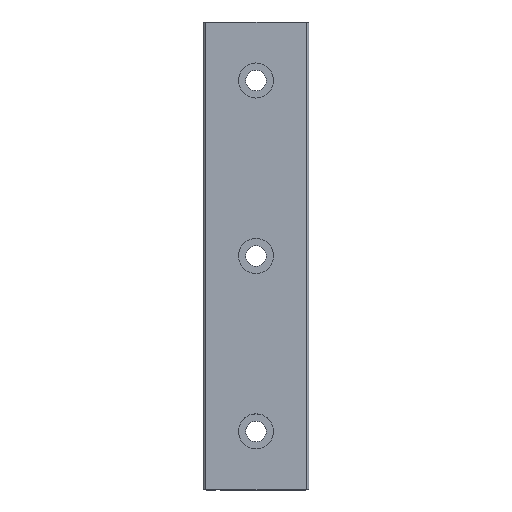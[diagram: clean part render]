
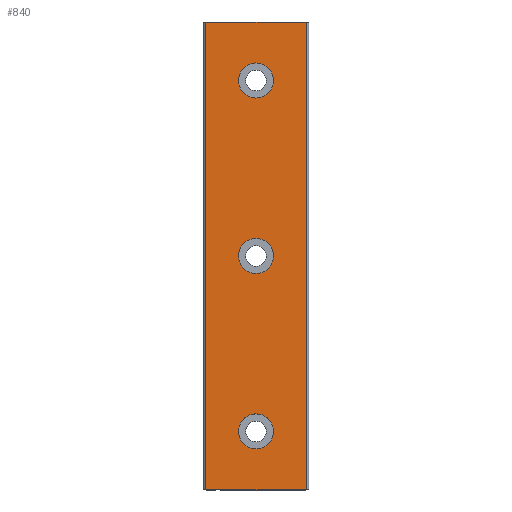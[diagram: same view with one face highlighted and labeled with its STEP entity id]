
A CAD part, top view. The second image highlights one B-rep face of the part: STEP entity #840.
In plain terms, the highlighted planar face has unit normal (0, 0, 1).
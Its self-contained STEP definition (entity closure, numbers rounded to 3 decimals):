
#9 = DIRECTION ( 'NONE',  ( 1., 0., 0. ) ) ;
#16 = PLANE ( 'NONE',  #239 ) ;
#17 = ORIENTED_EDGE ( 'NONE', *, *, #1228, .T. ) ;
#76 = VERTEX_POINT ( 'NONE', #579 ) ;
#87 = VERTEX_POINT ( 'NONE', #1316 ) ;
#92 = EDGE_CURVE ( 'NONE', #622, #750, #1107, .T. ) ;
#114 = ORIENTED_EDGE ( 'NONE', *, *, #1057, .T. ) ;
#149 = DIRECTION ( 'NONE',  ( 0., 0., -1. ) ) ;
#151 = DIRECTION ( 'NONE',  ( 1., 0., 0. ) ) ;
#161 = AXIS2_PLACEMENT_3D ( 'NONE', #865, #1279, #346 ) ;
#169 = EDGE_LOOP ( 'NONE', ( #842, #448 ) ) ;
#192 = CIRCLE ( 'NONE', #943, 3. ) ;
#215 = CIRCLE ( 'NONE', #1150, 3. ) ;
#227 = FACE_BOUND ( 'NONE', #727, .T. ) ;
#235 = LINE ( 'NONE', #347, #1210 ) ;
#239 = AXIS2_PLACEMENT_3D ( 'NONE', #1059, #416, #9 ) ;
#252 = DIRECTION ( 'NONE',  ( 0., 1., 0. ) ) ;
#296 = EDGE_CURVE ( 'NONE', #76, #750, #313, .T. ) ;
#313 = LINE ( 'NONE', #724, #815 ) ;
#324 = AXIS2_PLACEMENT_3D ( 'NONE', #558, #687, #478 ) ;
#332 = EDGE_CURVE ( 'NONE', #573, #946, #192, .T. ) ;
#346 = DIRECTION ( 'NONE',  ( 0., -1., 0. ) ) ;
#347 = CARTESIAN_POINT ( 'NONE',  ( -8.574, -40., 7. ) ) ;
#367 = LINE ( 'NONE', #1188, #1202 ) ;
#397 = VERTEX_POINT ( 'NONE', #655 ) ;
#398 = EDGE_CURVE ( 'NONE', #87, #622, #235, .T. ) ;
#407 = ORIENTED_EDGE ( 'NONE', *, *, #398, .F. ) ;
#416 = DIRECTION ( 'NONE',  ( 0., 0., 1. ) ) ;
#431 = EDGE_CURVE ( 'NONE', #946, #573, #1320, .T. ) ;
#432 = EDGE_LOOP ( 'NONE', ( #491, #407, #17, #1055 ) ) ;
#448 = ORIENTED_EDGE ( 'NONE', *, *, #431, .T. ) ;
#451 = CARTESIAN_POINT ( 'NONE',  ( 0., -30., 7. ) ) ;
#470 = CARTESIAN_POINT ( 'NONE',  ( 0., -3., 7. ) ) ;
#472 = DIRECTION ( 'NONE',  ( 0., -1., 0. ) ) ;
#474 = CARTESIAN_POINT ( 'NONE',  ( 0., -33., 7. ) ) ;
#478 = DIRECTION ( 'NONE',  ( 0., -1., 0. ) ) ;
#487 = CARTESIAN_POINT ( 'NONE',  ( -8.574, 40., 7. ) ) ;
#491 = ORIENTED_EDGE ( 'NONE', *, *, #92, .F. ) ;
#509 = DIRECTION ( 'NONE',  ( 0., 0., -1. ) ) ;
#558 = CARTESIAN_POINT ( 'NONE',  ( 0., 0., 7. ) ) ;
#564 = VERTEX_POINT ( 'NONE', #629 ) ;
#568 = CARTESIAN_POINT ( 'NONE',  ( 0., 30., 7. ) ) ;
#573 = VERTEX_POINT ( 'NONE', #1151 ) ;
#579 = CARTESIAN_POINT ( 'NONE',  ( 8.574, -40., 7. ) ) ;
#610 = AXIS2_PLACEMENT_3D ( 'NONE', #1177, #858, #1273 ) ;
#614 = VERTEX_POINT ( 'NONE', #470 ) ;
#622 = VERTEX_POINT ( 'NONE', #1098 ) ;
#629 = CARTESIAN_POINT ( 'NONE',  ( 0., 3., 7. ) ) ;
#647 = FACE_BOUND ( 'NONE', #169, .T. ) ;
#655 = CARTESIAN_POINT ( 'NONE',  ( 0., -27., 7. ) ) ;
#685 = EDGE_CURVE ( 'NONE', #564, #614, #899, .T. ) ;
#687 = DIRECTION ( 'NONE',  ( 0., 0., -1. ) ) ;
#714 = CARTESIAN_POINT ( 'NONE',  ( 0., 30., 7. ) ) ;
#723 = ORIENTED_EDGE ( 'NONE', *, *, #1004, .T. ) ;
#724 = CARTESIAN_POINT ( 'NONE',  ( 8.574, -40., 7. ) ) ;
#727 = EDGE_LOOP ( 'NONE', ( #1058, #1253 ) ) ;
#728 = DIRECTION ( 'NONE',  ( 0., 1., 0. ) ) ;
#737 = CIRCLE ( 'NONE', #161, 3. ) ;
#750 = VERTEX_POINT ( 'NONE', #1053 ) ;
#759 = CARTESIAN_POINT ( 'NONE',  ( 0., 33., 7. ) ) ;
#808 = EDGE_LOOP ( 'NONE', ( #723, #114 ) ) ;
#815 = VECTOR ( 'NONE', #728, 1000. ) ;
#840 = ADVANCED_FACE ( 'NONE', ( #1161, #932, #227, #647 ), #16, .T. ) ;
#842 = ORIENTED_EDGE ( 'NONE', *, *, #332, .T. ) ;
#858 = DIRECTION ( 'NONE',  ( 0., 0., -1. ) ) ;
#865 = CARTESIAN_POINT ( 'NONE',  ( 0., 0., 7. ) ) ;
#899 = CIRCLE ( 'NONE', #324, 3. ) ;
#909 = AXIS2_PLACEMENT_3D ( 'NONE', #568, #1075, #472 ) ;
#932 = FACE_BOUND ( 'NONE', #808, .T. ) ;
#941 = EDGE_CURVE ( 'NONE', #614, #564, #737, .T. ) ;
#943 = AXIS2_PLACEMENT_3D ( 'NONE', #714, #509, #1127 ) ;
#946 = VERTEX_POINT ( 'NONE', #759 ) ;
#1004 = EDGE_CURVE ( 'NONE', #1246, #397, #1201, .T. ) ;
#1053 = CARTESIAN_POINT ( 'NONE',  ( 8.574, 40., 7. ) ) ;
#1055 = ORIENTED_EDGE ( 'NONE', *, *, #296, .T. ) ;
#1057 = EDGE_CURVE ( 'NONE', #397, #1246, #215, .T. ) ;
#1058 = ORIENTED_EDGE ( 'NONE', *, *, #941, .T. ) ;
#1059 = CARTESIAN_POINT ( 'NONE',  ( -8.574, -40., 7. ) ) ;
#1075 = DIRECTION ( 'NONE',  ( 0., 0., -1. ) ) ;
#1098 = CARTESIAN_POINT ( 'NONE',  ( -8.574, 40., 7. ) ) ;
#1107 = LINE ( 'NONE', #487, #1338 ) ;
#1127 = DIRECTION ( 'NONE',  ( 0., -1., 0. ) ) ;
#1150 = AXIS2_PLACEMENT_3D ( 'NONE', #451, #149, #1155 ) ;
#1151 = CARTESIAN_POINT ( 'NONE',  ( 0., 27., 7. ) ) ;
#1155 = DIRECTION ( 'NONE',  ( 0., -1., 0. ) ) ;
#1161 = FACE_OUTER_BOUND ( 'NONE', #432, .T. ) ;
#1177 = CARTESIAN_POINT ( 'NONE',  ( 0., -30., 7. ) ) ;
#1188 = CARTESIAN_POINT ( 'NONE',  ( -8.574, -40., 7. ) ) ;
#1189 = DIRECTION ( 'NONE',  ( 1., 0., 0. ) ) ;
#1201 = CIRCLE ( 'NONE', #610, 3. ) ;
#1202 = VECTOR ( 'NONE', #151, 1000. ) ;
#1210 = VECTOR ( 'NONE', #252, 1000. ) ;
#1228 = EDGE_CURVE ( 'NONE', #87, #76, #367, .T. ) ;
#1246 = VERTEX_POINT ( 'NONE', #474 ) ;
#1253 = ORIENTED_EDGE ( 'NONE', *, *, #685, .T. ) ;
#1273 = DIRECTION ( 'NONE',  ( 0., -1., 0. ) ) ;
#1279 = DIRECTION ( 'NONE',  ( 0., 0., -1. ) ) ;
#1316 = CARTESIAN_POINT ( 'NONE',  ( -8.574, -40., 7. ) ) ;
#1320 = CIRCLE ( 'NONE', #909, 3. ) ;
#1338 = VECTOR ( 'NONE', #1189, 1000. ) ;
